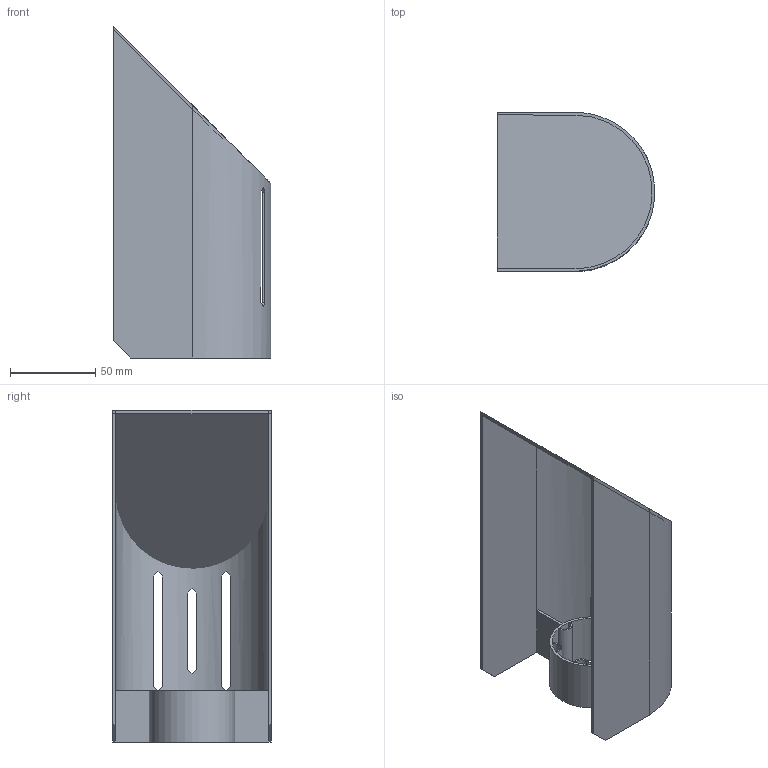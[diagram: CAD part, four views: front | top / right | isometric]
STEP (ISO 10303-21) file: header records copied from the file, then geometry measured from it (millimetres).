
FILE_DESCRIPTION(/* description */ ('','CAx-IF Rec.Pracs.---Representation and Presentation of Product Manufacturing Information (PMI)---4.0---2014-10-13'),/* implementation_level */ '2;1');
FILE_NAME(/* name */ 'SimpleLampshade.step',/* time_stamp */ '2025-02-24T15:37:24+01:00',/* author */ (''),/* organization */ (''),/* preprocessor_version */ 'ST-DEVELOPER v20',/* originating_system */ 'Autodesk Translation Framework v13.20.0.188',/* authorisation */ '');
FILE_SCHEMA (('AP242_MANAGED_MODEL_BASED_3D_ENGINEERING_MIM_LF { 1 0 10303 442 1 1 4 }'));
Length unit declared in the file: millimetre
Products named in the file (2): Lampshade - worklight; Lampshade
Assembly tree (1 placements, depth 2):
  Lampshade - worklight
    Lampshade
Bounding box: 92.5 x 93.39 x 195 mm (x, y, z)
Volume: 82765.8 mm3; surface area: 109621.9 mm2
Topology: 12 solids, 12 shells, 102 faces, 232 edges, 154 vertices
Faces by surface type: plane 59, cylinder 36, cone 6, bspline 1
Full cylindrical faces by diameter (mm): 47 x1, 50.2 x1
Entity records: 3191 total; most frequent: CARTESIAN_POINT 764, DIRECTION 516, ORIENTED_EDGE 464, EDGE_CURVE 232, AXIS2_PLACEMENT_3D 192, VERTEX_POINT 154, LINE 132, VECTOR 132
